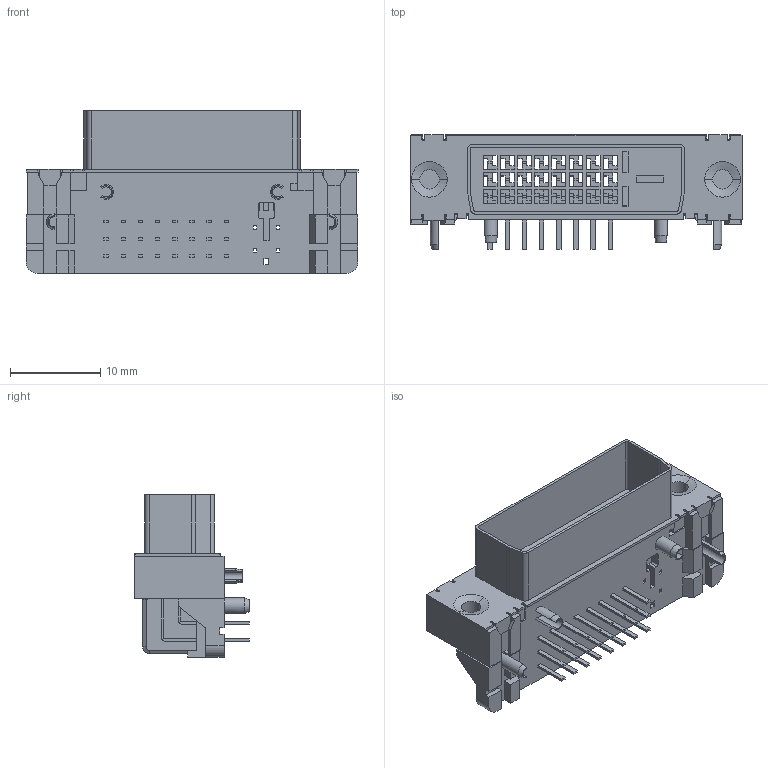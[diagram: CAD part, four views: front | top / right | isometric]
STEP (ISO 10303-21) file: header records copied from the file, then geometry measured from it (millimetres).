
FILE_DESCRIPTION((''),'2;1');
FILE_NAME('673514016','2010-07-19T',('pnb'),(''),'PRO/ENGINEER BY PARAMETRIC TECHNOLOGY CORPORATION, 2003451','PRO/ENGINEER BY PARAMETRIC TECHNOLOGY CORPORATION, 2003451','');
FILE_SCHEMA(('CONFIG_CONTROL_DESIGN'));
Length unit declared in the file: millimetre
Products named in the file (1): 673514016
Bounding box: 36.83 x 12.7 x 18.03 mm (x, y, z)
Volume: 1904.3 mm3; surface area: 4162.2 mm2
Topology: 1 solids, 1 shells, 892 faces, 2815 edges, 1876 vertices
Faces by surface type: plane 796, cylinder 84, cone 12
Entity records: 30950 total; most frequent: CARTESIAN_POINT 5536, ORIENTED_EDGE 5514, DIRECTION 4849, EDGE_CURVE 2757, VECTOR 2559, LINE 2559, VERTEX_POINT 1816, AXIS2_PLACEMENT_3D 1145
